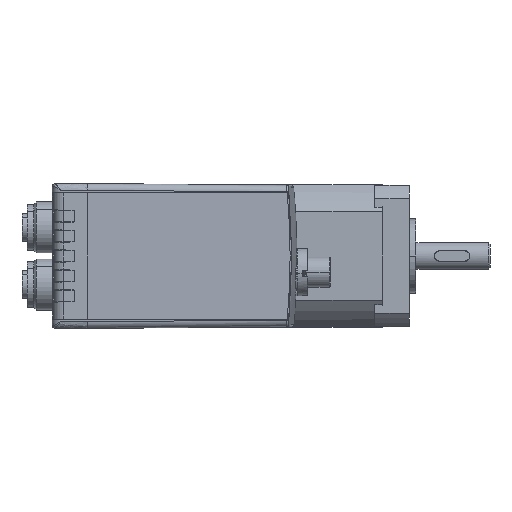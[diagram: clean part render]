
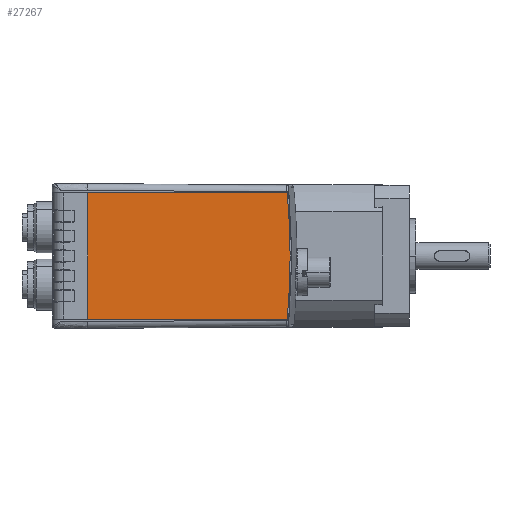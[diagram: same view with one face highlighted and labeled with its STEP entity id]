
A CAD part, left-side view. The second image highlights one B-rep face of the part: STEP entity #27267.
In plain terms, the highlighted planar face has unit normal (-1, -0.009, 0).
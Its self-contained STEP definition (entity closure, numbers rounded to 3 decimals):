
#861 = LINE ( 'NONE', #30808, #19031 ) ;
#884 = DIRECTION ( 'NONE',  ( 0.009, -1., 0. ) ) ;
#2340 = ORIENTED_EDGE ( 'NONE', *, *, #31069, .T. ) ;
#2894 = VERTEX_POINT ( 'NONE', #28171 ) ;
#3687 = PLANE ( 'NONE',  #18146 ) ;
#4142 = DIRECTION ( 'NONE',  ( 1., 0.009, 0. ) ) ;
#4764 = EDGE_CURVE ( 'NONE', #28262, #25309, #28499, .T. ) ;
#5035 = FACE_OUTER_BOUND ( 'NONE', #20231, .T. ) ;
#5555 = CARTESIAN_POINT ( 'NONE',  ( -60.481, 181.129, 0. ) ) ;
#6762 = DIRECTION ( 'NONE',  ( 0.009, -1., 0. ) ) ;
#7784 = DIRECTION ( 'NONE',  ( 0.009, -1., 0. ) ) ;
#7898 = CARTESIAN_POINT ( 'NONE',  ( -59.28, 43.498, 18.75 ) ) ;
#8263 = DIRECTION ( 'NONE',  ( 1., 0.009, 0. ) ) ;
#9150 = CARTESIAN_POINT ( 'NONE',  ( -59.28, 43.497, -129.219 ) ) ;
#10334 = LINE ( 'NONE', #7898, #26464 ) ;
#14128 = CARTESIAN_POINT ( 'NONE',  ( -58.763, -15.729, 18.75 ) ) ;
#14141 = CARTESIAN_POINT ( 'NONE',  ( -59.28, 43.497, 18.75 ) ) ;
#14745 = VERTEX_POINT ( 'NONE', #14128 ) ;
#17559 = EDGE_CURVE ( 'NONE', #14745, #2894, #20671, .T. ) ;
#18146 = AXIS2_PLACEMENT_3D ( 'NONE', #18945, #31773, #884 ) ;
#18945 = CARTESIAN_POINT ( 'NONE',  ( -59.28, 43.498, -129.219 ) ) ;
#19031 = VECTOR ( 'NONE', #28200, 1000. ) ;
#20086 = VERTEX_POINT ( 'NONE', #23063 ) ;
#20231 = EDGE_LOOP ( 'NONE', ( #27124, #26918, #2340, #21920, #23984 ) ) ;
#20249 = AXIS2_PLACEMENT_3D ( 'NONE', #5555, #8263, #31351 ) ;
#20578 = EDGE_CURVE ( 'NONE', #28262, #14745, #10334, .T. ) ;
#20671 = CIRCLE ( 'NONE', #20249, 197.756 ) ;
#20939 = EDGE_CURVE ( 'NONE', #2894, #20086, #25562, .T. ) ;
#21920 = ORIENTED_EDGE ( 'NONE', *, *, #20939, .F. ) ;
#21951 = CARTESIAN_POINT ( 'NONE',  ( -59.28, 43.497, -18.75 ) ) ;
#23063 = CARTESIAN_POINT ( 'NONE',  ( -58.763, -15.729, -18.75 ) ) ;
#23984 = ORIENTED_EDGE ( 'NONE', *, *, #17559, .F. ) ;
#25309 = VERTEX_POINT ( 'NONE', #21951 ) ;
#25562 = CIRCLE ( 'NONE', #31123, 197.756 ) ;
#26464 = VECTOR ( 'NONE', #7784, 1000. ) ;
#26918 = ORIENTED_EDGE ( 'NONE', *, *, #4764, .T. ) ;
#27124 = ORIENTED_EDGE ( 'NONE', *, *, #20578, .F. ) ;
#27267 = ADVANCED_FACE ( 'NONE', ( #5035 ), #3687, .T. ) ;
#27268 = CARTESIAN_POINT ( 'NONE',  ( -60.481, 181.129, 0. ) ) ;
#28171 = CARTESIAN_POINT ( 'NONE',  ( -58.755, -16.62, 0. ) ) ;
#28200 = DIRECTION ( 'NONE',  ( 0.009, -1., 0. ) ) ;
#28262 = VERTEX_POINT ( 'NONE', #14141 ) ;
#28499 = LINE ( 'NONE', #9150, #32590 ) ;
#30531 = DIRECTION ( 'NONE',  ( 0., 0., -1. ) ) ;
#30808 = CARTESIAN_POINT ( 'NONE',  ( -59.28, 43.498, -18.75 ) ) ;
#31069 = EDGE_CURVE ( 'NONE', #25309, #20086, #861, .T. ) ;
#31123 = AXIS2_PLACEMENT_3D ( 'NONE', #27268, #4142, #6762 ) ;
#31351 = DIRECTION ( 'NONE',  ( 0.009, -1., 0. ) ) ;
#31773 = DIRECTION ( 'NONE',  ( -1., -0.009, 0. ) ) ;
#32590 = VECTOR ( 'NONE', #30531, 1000. ) ;
